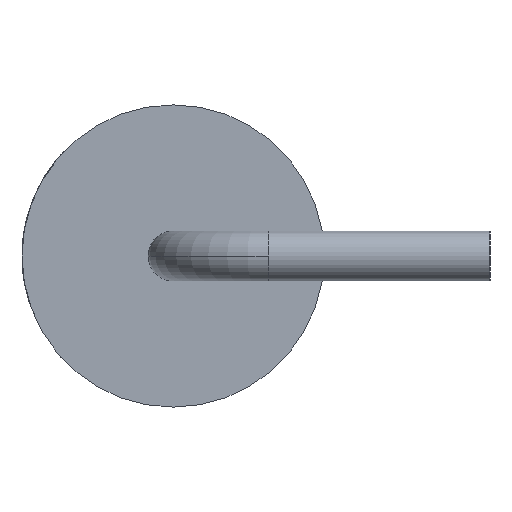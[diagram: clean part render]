
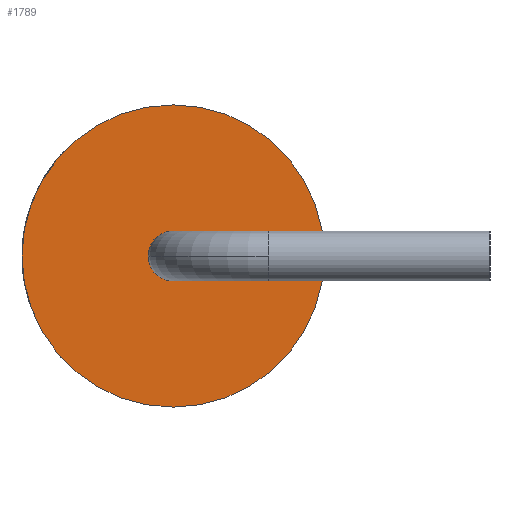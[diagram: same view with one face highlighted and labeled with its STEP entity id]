
A CAD part, left-side view. The second image highlights one B-rep face of the part: STEP entity #1789.
In plain terms, the highlighted planar face has unit normal (-1, 0, 0).
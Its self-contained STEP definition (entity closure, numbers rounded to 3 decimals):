
#360 = CIRCLE ( 'NONE', #5052, 0.393 ) ;
#393 = EDGE_CURVE ( 'NONE', #3487, #1825, #360, .T. ) ;
#447 = VERTEX_POINT ( 'NONE', #3218 ) ;
#464 = CARTESIAN_POINT ( 'NONE',  ( -2.317, 0., 0. ) ) ;
#579 = ORIENTED_EDGE ( 'NONE', *, *, #4041, .F. ) ;
#720 = AXIS2_PLACEMENT_3D ( 'NONE', #464, #2329, #3256 ) ;
#744 = EDGE_LOOP ( 'NONE', ( #3038, #3620 ) ) ;
#770 = CIRCLE ( 'NONE', #4204, 2.375 ) ;
#775 = DIRECTION ( 'NONE',  ( 0., 0., -1. ) ) ;
#899 = DIRECTION ( 'NONE',  ( 0., 0., -1. ) ) ;
#980 = CARTESIAN_POINT ( 'NONE',  ( -2.317, 0., 0. ) ) ;
#1163 = AXIS2_PLACEMENT_3D ( 'NONE', #3353, #1520, #1457 ) ;
#1190 = EDGE_CURVE ( 'NONE', #1825, #3487, #1743, .T. ) ;
#1302 = EDGE_CURVE ( 'NONE', #447, #3004, #770, .T. ) ;
#1309 = CIRCLE ( 'NONE', #720, 2.375 ) ;
#1457 = DIRECTION ( 'NONE',  ( 0., 0., -1. ) ) ;
#1520 = DIRECTION ( 'NONE',  ( 1., 0., 0. ) ) ;
#1530 = CARTESIAN_POINT ( 'NONE',  ( -2.317, 0., -0.393 ) ) ;
#1565 = AXIS2_PLACEMENT_3D ( 'NONE', #4469, #4969, #775 ) ;
#1743 = CIRCLE ( 'NONE', #1163, 0.393 ) ;
#1757 = FACE_BOUND ( 'NONE', #744, .T. ) ;
#1789 = ADVANCED_FACE ( 'NONE', ( #1757, #3099 ), #3626, .F. ) ;
#1825 = VERTEX_POINT ( 'NONE', #4668 ) ;
#1855 = CARTESIAN_POINT ( 'NONE',  ( -2.317, 0., 2.375 ) ) ;
#2329 = DIRECTION ( 'NONE',  ( 1., 0., 0. ) ) ;
#2741 = DIRECTION ( 'NONE',  ( 1., 0., 0. ) ) ;
#2839 = DIRECTION ( 'NONE',  ( 0., 0., -1. ) ) ;
#3004 = VERTEX_POINT ( 'NONE', #1855 ) ;
#3038 = ORIENTED_EDGE ( 'NONE', *, *, #393, .T. ) ;
#3099 = FACE_OUTER_BOUND ( 'NONE', #6026, .T. ) ;
#3218 = CARTESIAN_POINT ( 'NONE',  ( -2.317, 0., -2.375 ) ) ;
#3256 = DIRECTION ( 'NONE',  ( 0., 0., -1. ) ) ;
#3353 = CARTESIAN_POINT ( 'NONE',  ( -2.317, 0., 0. ) ) ;
#3487 = VERTEX_POINT ( 'NONE', #1530 ) ;
#3620 = ORIENTED_EDGE ( 'NONE', *, *, #1190, .T. ) ;
#3626 = PLANE ( 'NONE',  #1565 ) ;
#4041 = EDGE_CURVE ( 'NONE', #3004, #447, #1309, .T. ) ;
#4204 = AXIS2_PLACEMENT_3D ( 'NONE', #4607, #5086, #899 ) ;
#4469 = CARTESIAN_POINT ( 'NONE',  ( -2.317, 0., 0. ) ) ;
#4607 = CARTESIAN_POINT ( 'NONE',  ( -2.317, 0., 0. ) ) ;
#4668 = CARTESIAN_POINT ( 'NONE',  ( -2.317, 0., 0.393 ) ) ;
#4969 = DIRECTION ( 'NONE',  ( 1., 0., 0. ) ) ;
#5052 = AXIS2_PLACEMENT_3D ( 'NONE', #980, #2741, #2839 ) ;
#5086 = DIRECTION ( 'NONE',  ( 1., 0., 0. ) ) ;
#5216 = ORIENTED_EDGE ( 'NONE', *, *, #1302, .F. ) ;
#6026 = EDGE_LOOP ( 'NONE', ( #5216, #579 ) ) ;
